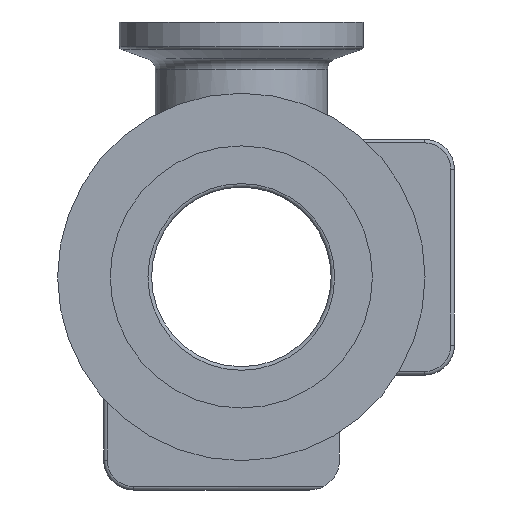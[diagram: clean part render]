
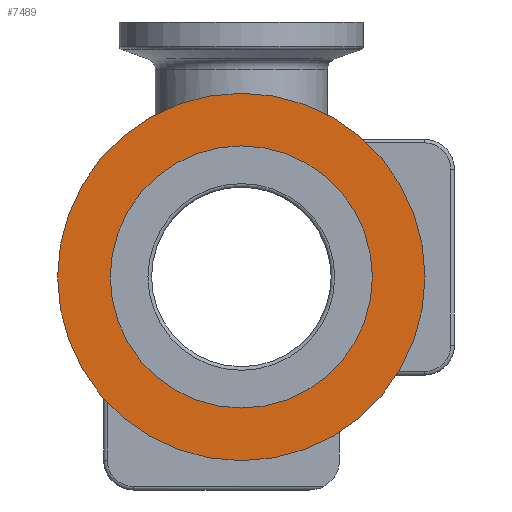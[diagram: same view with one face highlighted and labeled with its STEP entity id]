
A CAD part, left-side view. The second image highlights one B-rep face of the part: STEP entity #7489.
In plain terms, the highlighted planar face has unit normal (-1, 0, 0).
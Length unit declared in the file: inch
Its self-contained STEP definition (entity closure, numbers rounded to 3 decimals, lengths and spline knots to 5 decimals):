
#1493=PLANE('',#8135);
#1570=FACE_BOUND('',#2732,.T.);
#1747=CIRCLE('',#8020,1.535);
#1800=CIRCLE('',#8127,1.095);
#2230=FACE_OUTER_BOUND('',#2731,.T.);
#2731=EDGE_LOOP('',(#6982));
#2732=EDGE_LOOP('',(#6983));
#3667=VERTEX_POINT('',#15135);
#3726=VERTEX_POINT('',#16029);
#4704=EDGE_CURVE('',#3667,#3667,#1747,.T.);
#4810=EDGE_CURVE('',#3726,#3726,#1800,.T.);
#6982=ORIENTED_EDGE('',*,*,#4704,.F.);
#6983=ORIENTED_EDGE('',*,*,#4810,.T.);
#7489=ADVANCED_FACE('',(#2230,#1570),#1493,.T.);
#8020=AXIS2_PLACEMENT_3D('',#15136,#9616,#9617);
#8127=AXIS2_PLACEMENT_3D('',#16030,#9866,#9867);
#8135=AXIS2_PLACEMENT_3D('',#16041,#9884,#9885);
#9616=DIRECTION('center_axis',(1.,0.,0.));
#9617=DIRECTION('ref_axis',(0.,1.,0.));
#9866=DIRECTION('center_axis',(1.,0.,0.));
#9867=DIRECTION('ref_axis',(0.,0.,1.));
#9884=DIRECTION('center_axis',(-1.,0.,0.));
#9885=DIRECTION('ref_axis',(0.,0.,1.));
#15135=CARTESIAN_POINT('',(-2.25,1.535,0.));
#15136=CARTESIAN_POINT('Origin',(-2.25,0.,0.));
#16029=CARTESIAN_POINT('',(-2.25,0.,1.095));
#16030=CARTESIAN_POINT('Origin',(-2.25,0.,0.));
#16041=CARTESIAN_POINT('Origin',(-2.25,0.7675,0.));
